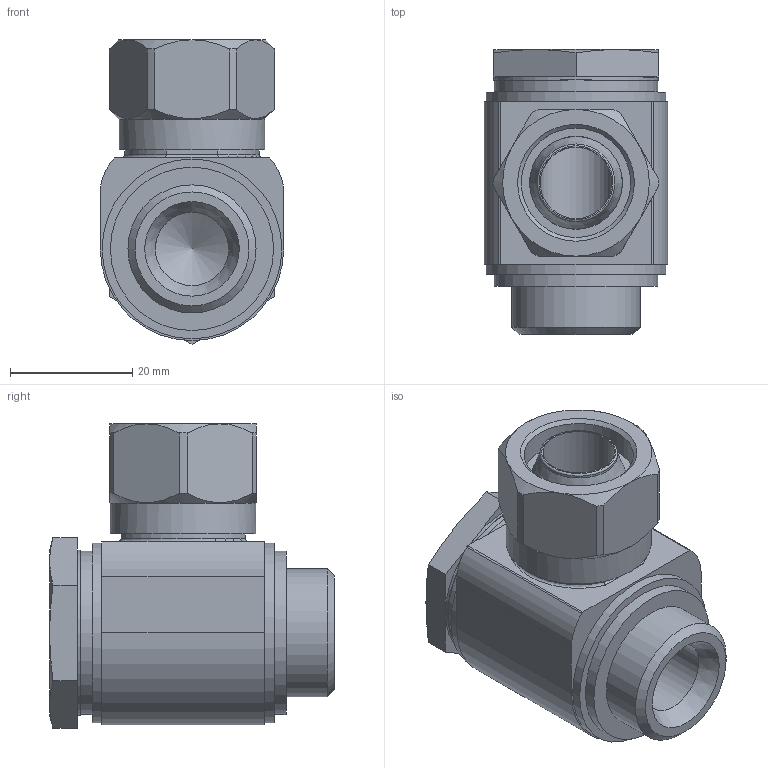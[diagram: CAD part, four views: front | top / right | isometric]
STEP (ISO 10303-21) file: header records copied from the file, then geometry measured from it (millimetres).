
FILE_DESCRIPTION(/* description */ ('STEP AP214'),/* implementation_level */ '2;1');
FILE_NAME(/* name */ '4100_LCK-1_2-PK-13',/* time_stamp */ '2024-08-29T20:15:39+02:00',/* author */ ('License CC BY-ND 4.0'),/* organization */ ('CADENAS'),/* preprocessor_version */ 'ST-DEVELOPER v19.3',/* originating_system */ 'PARTsolutions',/* authorisation */ ' ');
FILE_SCHEMA (('AUTOMOTIVE_DESIGN {1 0 10303 214 3 1 1}'));
Length unit declared in the file: millimetre
Products named in the file (1): 4100 LCK-1/2-PK-13
Bounding box: 30 x 46.6 x 49.79 mm (x, y, z)
Volume: 32434.8 mm3; surface area: 10315.8 mm2
Topology: 1 solids, 1 shells, 84 faces, 191 edges, 118 vertices
Faces by surface type: plane 35, cylinder 27, cone 18, torus 4
Full cylindrical faces by diameter (mm): 11.7 x1, 12 x1, 12.7 x1, 15.2 x1, 17.9 x1, 20.955 x1, 23.8 x1, 26.7 x2, 27 x1, 29.4 x2
Entity records: 2297 total; most frequent: CARTESIAN_POINT 520, DIRECTION 370, ORIENTED_EDGE 324, EDGE_CURVE 162, AXIS2_PLACEMENT_3D 158, FACE_BOUND 117, EDGE_LOOP 116, VERTEX_POINT 111
